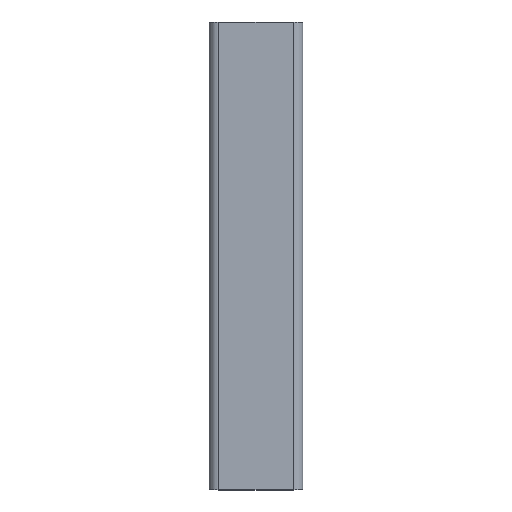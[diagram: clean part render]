
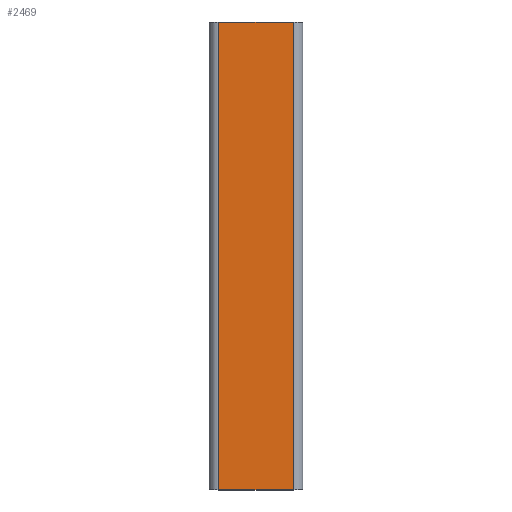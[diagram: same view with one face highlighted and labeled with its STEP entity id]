
A CAD part, top view. The second image highlights one B-rep face of the part: STEP entity #2469.
In plain terms, the highlighted planar face has unit normal (0, 0, 1).
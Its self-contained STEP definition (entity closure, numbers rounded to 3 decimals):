
#56=PLANE('',#2716);
#165=FACE_OUTER_BOUND('',#293,.T.);
#293=EDGE_LOOP('',(#1921,#1922,#1923,#1924));
#447=LINE('',#3950,#667);
#494=LINE('',#4133,#714);
#495=LINE('',#4135,#715);
#496=LINE('',#4136,#716);
#667=VECTOR('',#3172,200.);
#714=VECTOR('',#3373,32.);
#715=VECTOR('',#3374,200.);
#716=VECTOR('',#3375,32.);
#1055=VERTEX_POINT('',#3947);
#1056=VERTEX_POINT('',#3949);
#1115=VERTEX_POINT('',#4132);
#1116=VERTEX_POINT('',#4134);
#1364=EDGE_CURVE('',#1055,#1056,#447,.T.);
#1456=EDGE_CURVE('',#1055,#1115,#494,.T.);
#1457=EDGE_CURVE('',#1116,#1115,#495,.T.);
#1458=EDGE_CURVE('',#1056,#1116,#496,.T.);
#1921=ORIENTED_EDGE('',*,*,#1456,.T.);
#1922=ORIENTED_EDGE('',*,*,#1457,.F.);
#1923=ORIENTED_EDGE('',*,*,#1458,.F.);
#1924=ORIENTED_EDGE('',*,*,#1364,.F.);
#2469=ADVANCED_FACE('',(#165),#56,.T.);
#2716=AXIS2_PLACEMENT_3D('',#4131,#3371,#3372);
#3172=DIRECTION('',(0.,-1.,0.));
#3371=DIRECTION('center_axis',(0.,0.,1.));
#3372=DIRECTION('ref_axis',(1.,0.,0.));
#3373=DIRECTION('',(-1.,0.,0.));
#3374=DIRECTION('',(0.,1.,0.));
#3375=DIRECTION('',(-1.,0.,0.));
#3947=CARTESIAN_POINT('',(16.,200.,20.));
#3949=CARTESIAN_POINT('',(16.,0.,20.));
#3950=CARTESIAN_POINT('',(16.,0.,20.));
#4131=CARTESIAN_POINT('Origin',(-16.,0.,20.));
#4132=CARTESIAN_POINT('',(-16.,200.,20.));
#4133=CARTESIAN_POINT('',(-8.,200.,20.));
#4134=CARTESIAN_POINT('',(-16.,0.,20.));
#4135=CARTESIAN_POINT('',(-16.,0.,20.));
#4136=CARTESIAN_POINT('',(-8.,0.,20.));
